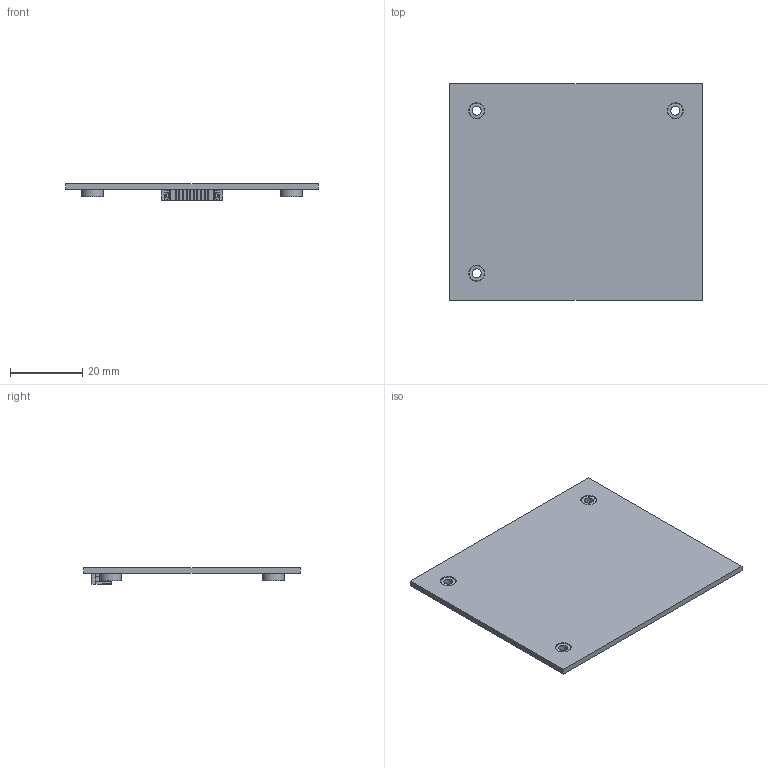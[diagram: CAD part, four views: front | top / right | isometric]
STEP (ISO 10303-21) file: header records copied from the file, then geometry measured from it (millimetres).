
FILE_DESCRIPTION(('Open CASCADE Model'),'2;1');
FILE_NAME('Open CASCADE Shape Model','2024-12-09T05:46:05',('Author'),( 'Open CASCADE'),'Open CASCADE STEP processor 7.5','Open CASCADE 7.5' ,'Unknown');
FILE_SCHEMA(('AUTOMOTIVE_DESIGN { 1 0 10303 214 1 1 1 1 }'));
Length unit declared in the file: millimetre
Products named in the file (14): PCB; Board; Open CASCADE STEP translator 7.5 1.1.1; Designator4; 68611014422; Geh㴳e_10; Verschluss_10; Pin1; Pin_rechts; Pin_rechts_mir; Designator3; 9774020360; Designator2; Designator1
Assembly tree (24 placements, depth 4):
  PCB
    Board
      Open CASCADE STEP translator 7.5 1.1.1
    Designator4
      68611014422
        Geh㴳e_10
        Verschluss_10
        Pin1  x10
        Pin_rechts
        Pin_rechts_mir
    Designator3
      9774020360
    Designator2
      9774020360
    Designator1
      9774020360
Bounding box: 70 x 60 x 4.63 mm (x, y, z)
Volume: 7050.6 mm3; surface area: 10058.1 mm2
Topology: 18 solids, 18 shells, 664 faces, 1912 edges, 1259 vertices
Faces by surface type: plane 410, cylinder 254
Full cylindrical faces by diameter (mm): 2.459 x3, 4.2 x3, 4.4 x3, 6 x3
Entity records: 12931 total; most frequent: CARTESIAN_POINT 2233, ORIENTED_EDGE 2218, DIRECTION 2149, EDGE_CURVE 1109, LINE 859, VECTOR 859, VERTEX_POINT 723, AXIS2_PLACEMENT_3D 645
